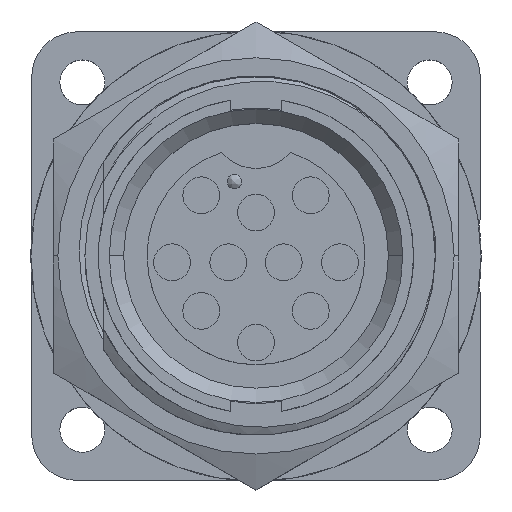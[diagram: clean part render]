
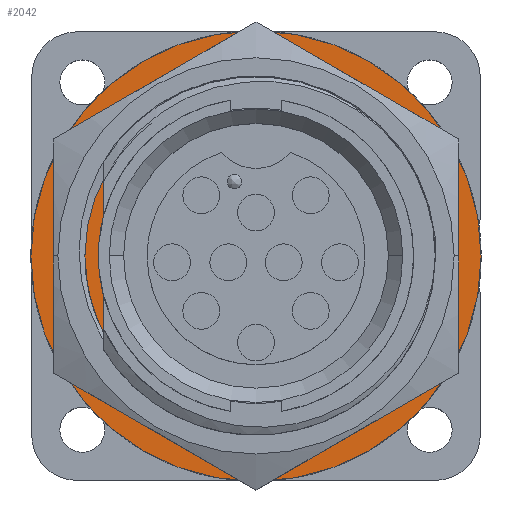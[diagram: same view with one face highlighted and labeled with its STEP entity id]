
A CAD part, top view. The second image highlights one B-rep face of the part: STEP entity #2042.
In plain terms, the highlighted planar face has unit normal (0, 0, 1).
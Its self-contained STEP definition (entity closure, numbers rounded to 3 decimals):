
#72 = CARTESIAN_POINT ( 'NONE',  ( 6.671, 9.968, 3.378 ) ) ;
#116 = CARTESIAN_POINT ( 'NONE',  ( 12.106, 2.077, 3.378 ) ) ;
#158 = CARTESIAN_POINT ( 'NONE',  ( 8.899, -8.946, 3.378 ) ) ;
#621 = CARTESIAN_POINT ( 'NONE',  ( -8.36, -9.12, 3.378 ) ) ;
#985 = CARTESIAN_POINT ( 'NONE',  ( -10.77, 5.124, 3.378 ) ) ;
#1076 = CARTESIAN_POINT ( 'NONE',  ( 7.931, 9.056, 3.378 ) ) ;
#1118 = CARTESIAN_POINT ( 'NONE',  ( 12.314, 0.538, 3.378 ) ) ;
#1164 = CARTESIAN_POINT ( 'NONE',  ( 8.143, -9.663, 3.378 ) ) ;
#1583 = CARTESIAN_POINT ( 'NONE',  ( -1.607, -12.479, 3.378 ) ) ;
#1604 = CARTESIAN_POINT ( 'NONE',  ( 0., 0., 3.378 ) ) ;
#1624 = CARTESIAN_POINT ( 'NONE',  ( -10.237, -6.873, 3.378 ) ) ;
#1627 = VERTEX_POINT ( 'NONE', #11873 ) ;
#1672 = ORIENTED_EDGE ( 'NONE', *, *, #12705, .T. ) ;
#1950 = CARTESIAN_POINT ( 'NONE',  ( 0.758, -12.614, 3.378 ) ) ;
#2042 = ADVANCED_FACE ( 'NONE', ( #6188, #7769 ), #5383, .T. ) ;
#2077 = CARTESIAN_POINT ( 'NONE',  ( 9.062, 7.993, 3.378 ) ) ;
#2121 = CARTESIAN_POINT ( 'NONE',  ( 12.324, -1.021, 3.378 ) ) ;
#2585 = CARTESIAN_POINT ( 'NONE',  ( -3.325, -12.082, 3.378 ) ) ;
#2606 = DIRECTION ( 'NONE',  ( -1., 0., 0. ) ) ;
#2957 = VERTEX_POINT ( 'NONE', #5100 ) ;
#2967 = EDGE_LOOP ( 'NONE', ( #10094, #3963 ) ) ;
#3027 = ORIENTED_EDGE ( 'NONE', *, *, #6971, .T. ) ;
#3061 = CARTESIAN_POINT ( 'NONE',  ( 10.375, 6.379, 3.378 ) ) ;
#3102 = CARTESIAN_POINT ( 'NONE',  ( 12.142, -2.557, 3.378 ) ) ;
#3131 = ORIENTED_EDGE ( 'NONE', *, *, #5071, .T. ) ;
#3217 = AXIS2_PLACEMENT_3D ( 'NONE', #9468, #3553, #10469 ) ;
#3553 = DIRECTION ( 'NONE',  ( 0., 0., -1. ) ) ;
#3571 = CARTESIAN_POINT ( 'NONE',  ( -4.705, -11.559, 3.378 ) ) ;
#3963 = ORIENTED_EDGE ( 'NONE', *, *, #7563, .F. ) ;
#4008 = CARTESIAN_POINT ( 'NONE',  ( 4.813, 10.912, 3.378 ) ) ;
#4049 = CARTESIAN_POINT ( 'NONE',  ( 11.424, 4.302, 3.378 ) ) ;
#4097 = CARTESIAN_POINT ( 'NONE',  ( 11.768, -4.073, 3.378 ) ) ;
#4262 = EDGE_LOOP ( 'NONE', ( #6033, #1672, #3131, #3027, #8036 ) ) ;
#4415 = DIRECTION ( 'NONE',  ( 0., 0., -1. ) ) ;
#4437 = DIRECTION ( 'NONE',  ( 1., 0., 0. ) ) ;
#4518 = CARTESIAN_POINT ( 'NONE',  ( 0.165, -12.632, 3.378 ) ) ;
#4544 = AXIS2_PLACEMENT_3D ( 'NONE', #1604, #8517, #2606 ) ;
#4560 = CARTESIAN_POINT ( 'NONE',  ( -5.503, -11.174, 3.378 ) ) ;
#4952 = EDGE_CURVE ( 'NONE', #5889, #6842, #10992, .T. ) ;
#5034 = EDGE_CURVE ( 'NONE', #1627, #2957, #8357, .T. ) ;
#5044 = CARTESIAN_POINT ( 'NONE',  ( 11.698, 3.57, 3.378 ) ) ;
#5069 = DIRECTION ( 'NONE',  ( 0., 0., -1. ) ) ;
#5071 = EDGE_CURVE ( 'NONE', #11409, #9131, #11949, .T. ) ;
#5088 = CARTESIAN_POINT ( 'NONE',  ( 10.776, -6.454, 3.378 ) ) ;
#5100 = CARTESIAN_POINT ( 'NONE',  ( 15.875, 0., 3.378 ) ) ;
#5383 = PLANE ( 'NONE',  #6673 ) ;
#5556 = CARTESIAN_POINT ( 'NONE',  ( -6.52, -10.59, 3.378 ) ) ;
#5586 = B_SPLINE_CURVE_WITH_KNOTS ( 'NONE', 3,
 ( #11425, #4518, #7491, #1583, #8498, #2585, #9488, #3571, #10488, #4560, #11508, #5556, #12512, #6545, #621, #7531, #1624, #8538 ),
 .UNSPECIFIED., .F., .F.,
 ( 4, 2, 2, 2, 2, 2, 2, 2, 4 ),
 ( 0., 0.002, 0.004, 0.005, 0.006, 0.007, 0.009, 0.011, 0.014 ),
 .UNSPECIFIED. ) ;
#5889 = VERTEX_POINT ( 'NONE', #985 ) ;
#5918 = LINE ( 'NONE', #6498, #10880 ) ;
#5996 = CARTESIAN_POINT ( 'NONE',  ( 5.765, 10.486, 3.378 ) ) ;
#6033 = ORIENTED_EDGE ( 'NONE', *, *, #4952, .T. ) ;
#6039 = CARTESIAN_POINT ( 'NONE',  ( 11.994, 2.58, 3.378 ) ) ;
#6076 = CARTESIAN_POINT ( 'NONE',  ( 9.583, -8.164, 3.378 ) ) ;
#6188 = FACE_BOUND ( 'NONE', #4262, .T. ) ;
#6498 = CARTESIAN_POINT ( 'NONE',  ( -10.77, 0., 3.378 ) ) ;
#6545 = CARTESIAN_POINT ( 'NONE',  ( -7.921, -9.526, 3.378 ) ) ;
#6673 = AXIS2_PLACEMENT_3D ( 'NONE', #8368, #10364, #4437 ) ;
#6842 = VERTEX_POINT ( 'NONE', #7369 ) ;
#6971 = EDGE_CURVE ( 'NONE', #9131, #10027, #5586, .T. ) ;
#6984 = CARTESIAN_POINT ( 'NONE',  ( 7.107, 9.68, 3.378 ) ) ;
#7031 = CARTESIAN_POINT ( 'NONE',  ( 12.266, 1.057, 3.378 ) ) ;
#7075 = CARTESIAN_POINT ( 'NONE',  ( 8.534, -9.315, 3.378 ) ) ;
#7369 = CARTESIAN_POINT ( 'NONE',  ( 4.813, 10.912, 3.378 ) ) ;
#7416 = CARTESIAN_POINT ( 'NONE',  ( 8.143, -9.663, 3.378 ) ) ;
#7445 = AXIS2_PLACEMENT_3D ( 'NONE', #11009, #5069, #12028 ) ;
#7491 = CARTESIAN_POINT ( 'NONE',  ( -0.427, -12.609, 3.378 ) ) ;
#7531 = CARTESIAN_POINT ( 'NONE',  ( -9.567, -7.832, 3.378 ) ) ;
#7563 = EDGE_CURVE ( 'NONE', #2957, #1627, #8416, .T. ) ;
#7653 = CARTESIAN_POINT ( 'NONE',  ( -10.77, -5.811, 3.378 ) ) ;
#7769 = FACE_OUTER_BOUND ( 'NONE', #2967, .T. ) ;
#7991 = CARTESIAN_POINT ( 'NONE',  ( 8.323, 8.719, 3.378 ) ) ;
#8033 = CARTESIAN_POINT ( 'NONE',  ( 12.342, -0.504, 3.378 ) ) ;
#8036 = ORIENTED_EDGE ( 'NONE', *, *, #8899, .T. ) ;
#8357 = CIRCLE ( 'NONE', #3217, 15.875 ) ;
#8368 = CARTESIAN_POINT ( 'NONE',  ( 0., 0., 3.378 ) ) ;
#8416 = CIRCLE ( 'NONE', #7445, 15.875 ) ;
#8498 = CARTESIAN_POINT ( 'NONE',  ( -2.187, -12.373, 3.378 ) ) ;
#8517 = DIRECTION ( 'NONE',  ( 0., 0., -1. ) ) ;
#8538 = CARTESIAN_POINT ( 'NONE',  ( -10.77, -5.811, 3.378 ) ) ;
#8899 = EDGE_CURVE ( 'NONE', #10027, #5889, #5918, .T. ) ;
#8985 = CARTESIAN_POINT ( 'NONE',  ( 9.413, 7.602, 3.378 ) ) ;
#9018 = CARTESIAN_POINT ( 'NONE',  ( 12.224, -2.048, 3.378 ) ) ;
#9131 = VERTEX_POINT ( 'NONE', #1950 ) ;
#9468 = CARTESIAN_POINT ( 'NONE',  ( 0., 0., 3.378 ) ) ;
#9481 = DIRECTION ( 'NONE',  ( 0., 1., 0. ) ) ;
#9488 = CARTESIAN_POINT ( 'NONE',  ( -3.884, -11.897, 3.378 ) ) ;
#9937 = CARTESIAN_POINT ( 'NONE',  ( 5.297, 10.715, 3.378 ) ) ;
#9980 = CARTESIAN_POINT ( 'NONE',  ( 10.904, 5.495, 3.378 ) ) ;
#10018 = CARTESIAN_POINT ( 'NONE',  ( 11.915, -3.569, 3.378 ) ) ;
#10027 = VERTEX_POINT ( 'NONE', #7653 ) ;
#10094 = ORIENTED_EDGE ( 'NONE', *, *, #5034, .F. ) ;
#10344 = CARTESIAN_POINT ( 'NONE',  ( 0., 0., 3.378 ) ) ;
#10364 = DIRECTION ( 'NONE',  ( 0., 0., 1. ) ) ;
#10469 = DIRECTION ( 'NONE',  ( -1., 0., 0. ) ) ;
#10488 = CARTESIAN_POINT ( 'NONE',  ( -4.976, -11.436, 3.378 ) ) ;
#10880 = VECTOR ( 'NONE', #9481, 1000. ) ;
#10982 = CARTESIAN_POINT ( 'NONE',  ( 11.521, 4.059, 3.378 ) ) ;
#10992 = CIRCLE ( 'NONE', #11450, 11.927 ) ;
#11009 = CARTESIAN_POINT ( 'NONE',  ( 0., 0., 3.378 ) ) ;
#11028 = CARTESIAN_POINT ( 'NONE',  ( 11.242, -5.535, 3.378 ) ) ;
#11359 = DIRECTION ( 'NONE',  ( -1., 0., 0. ) ) ;
#11409 = VERTEX_POINT ( 'NONE', #7416 ) ;
#11425 = CARTESIAN_POINT ( 'NONE',  ( 0.758, -12.614, 3.378 ) ) ;
#11450 = AXIS2_PLACEMENT_3D ( 'NONE', #10344, #4415, #11359 ) ;
#11508 = CARTESIAN_POINT ( 'NONE',  ( -5.762, -11.035, 3.378 ) ) ;
#11873 = CARTESIAN_POINT ( 'NONE',  ( -15.875, 0., 3.378 ) ) ;
#11949 = CIRCLE ( 'NONE', #4544, 12.637 ) ;
#12000 = CARTESIAN_POINT ( 'NONE',  ( 11.778, 3.324, 3.378 ) ) ;
#12028 = DIRECTION ( 'NONE',  ( -1., 0., 0. ) ) ;
#12047 = CARTESIAN_POINT ( 'NONE',  ( 9.902, -7.749, 3.378 ) ) ;
#12131 = B_SPLINE_CURVE_WITH_KNOTS ( 'NONE', 3,
 ( #4008, #9937, #5996, #72, #6984, #1076, #7991, #2077, #8985, #3061, #9980, #4049, #10982, #5044, #12000, #6039, #116, #7031, #1118, #8033, #2121, #9018, #3102, #10018, #4097, #11028, #5088, #12047, #6076, #158, #7075, #1164 ),
 .UNSPECIFIED., .F., .F.,
 ( 4, 2, 2, 2, 2, 2, 2, 2, 2, 2, 2, 2, 2, 2, 2, 4 ),
 ( 0., 0.002, 0.003, 0.005, 0.006, 0.009, 0.01, 0.011, 0.013, 0.014, 0.016, 0.017, 0.019, 0.022, 0.023, 0.025 ),
 .UNSPECIFIED. ) ;
#12512 = CARTESIAN_POINT ( 'NONE',  ( -7.002, -10.259, 3.378 ) ) ;
#12705 = EDGE_CURVE ( 'NONE', #6842, #11409, #12131, .T. ) ;
